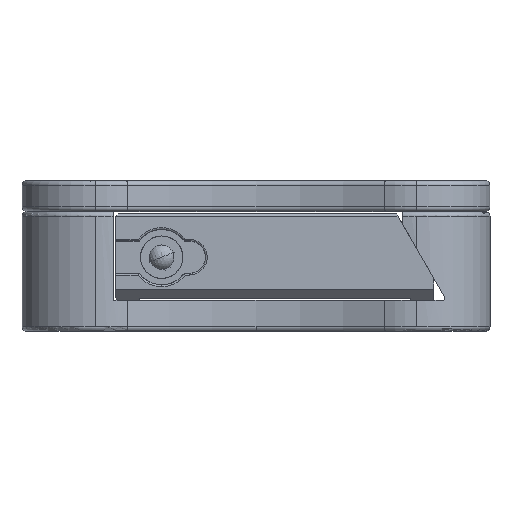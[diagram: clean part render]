
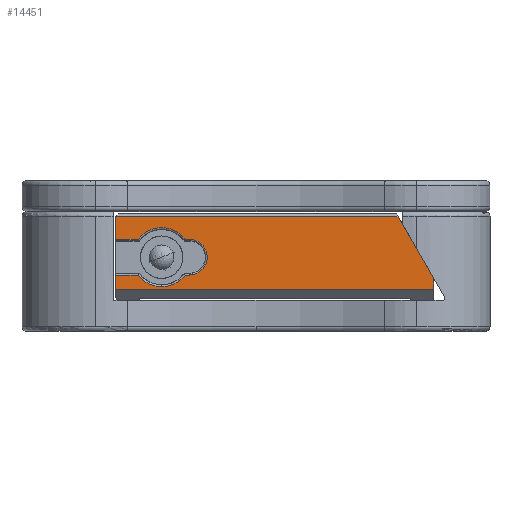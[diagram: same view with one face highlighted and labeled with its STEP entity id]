
A CAD part, left-side view. The second image highlights one B-rep face of the part: STEP entity #14451.
In plain terms, the highlighted planar face has unit normal (-1, 0, 0).
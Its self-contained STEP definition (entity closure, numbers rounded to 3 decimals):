
#82 = AXIS2_PLACEMENT_3D ( 'NONE', #3742, #13491, #5114 ) ;
#109 = AXIS2_PLACEMENT_3D ( 'NONE', #10047, #1665, #11460 ) ;
#400 = VERTEX_POINT ( 'NONE', #14029 ) ;
#447 = EDGE_CURVE ( 'NONE', #6771, #11395, #10958, .T. ) ;
#527 = DIRECTION ( 'NONE',  ( 1., 0., 0. ) ) ;
#767 = LINE ( 'NONE', #12657, #15128 ) ;
#880 = DIRECTION ( 'NONE',  ( 0., -1., 0. ) ) ;
#958 = CARTESIAN_POINT ( 'NONE',  ( -48.26, -19.304, -0.79 ) ) ;
#1226 = EDGE_CURVE ( 'NONE', #4281, #14265, #6218, .T. ) ;
#1362 = CARTESIAN_POINT ( 'NONE',  ( -48.26, 15.24, -0.393 ) ) ;
#1458 = CARTESIAN_POINT ( 'NONE',  ( -48.26, 7.24, 1.549 ) ) ;
#1515 = CIRCLE ( 'NONE', #15141, 1.942 ) ;
#1665 = DIRECTION ( 'NONE',  ( 1., 0., 0. ) ) ;
#1859 = EDGE_CURVE ( 'NONE', #14255, #12267, #5576, .T. ) ;
#1879 = VECTOR ( 'NONE', #16387, 1000. ) ;
#1972 = EDGE_CURVE ( 'NONE', #6921, #4281, #767, .T. ) ;
#2076 = VECTOR ( 'NONE', #880, 1000. ) ;
#2337 = VECTOR ( 'NONE', #14578, 1000. ) ;
#2442 = CARTESIAN_POINT ( 'NONE',  ( -48.26, 10.24, 1.549 ) ) ;
#2676 = DIRECTION ( 'NONE',  ( 0., 1., 0. ) ) ;
#2786 = ORIENTED_EDGE ( 'NONE', *, *, #15939, .T. ) ;
#2836 = ORIENTED_EDGE ( 'NONE', *, *, #1859, .F. ) ;
#2876 = DIRECTION ( 'NONE',  ( 0., 0., -1. ) ) ;
#3058 = VECTOR ( 'NONE', #7159, 1000. ) ;
#3214 = ORIENTED_EDGE ( 'NONE', *, *, #15806, .T. ) ;
#3363 = EDGE_CURVE ( 'NONE', #12535, #6921, #15026, .T. ) ;
#3371 = VECTOR ( 'NONE', #14022, 1000. ) ;
#3457 = LINE ( 'NONE', #958, #10913 ) ;
#3502 = VECTOR ( 'NONE', #7120, 1000. ) ;
#3742 = CARTESIAN_POINT ( 'NONE',  ( -48.26, 10.24, 1.549 ) ) ;
#3821 = DIRECTION ( 'NONE',  ( 0., 0., -1. ) ) ;
#3852 = CARTESIAN_POINT ( 'NONE',  ( -48.26, -19.304, -1.95 ) ) ;
#4186 = CARTESIAN_POINT ( 'NONE',  ( -48.26, 7.696, -0.393 ) ) ;
#4260 = CARTESIAN_POINT ( 'NONE',  ( -48.26, 15.24, 6.248 ) ) ;
#4268 = ORIENTED_EDGE ( 'NONE', *, *, #17927, .T. ) ;
#4281 = VERTEX_POINT ( 'NONE', #11711 ) ;
#4355 = ORIENTED_EDGE ( 'NONE', *, *, #8837, .T. ) ;
#4365 = DIRECTION ( 'NONE',  ( 0., 1., 0. ) ) ;
#4434 = AXIS2_PLACEMENT_3D ( 'NONE', #2442, #12187, #3821 ) ;
#4514 = ORIENTED_EDGE ( 'NONE', *, *, #1972, .T. ) ;
#5000 = CARTESIAN_POINT ( 'NONE',  ( -48.26, 12.784, 3.491 ) ) ;
#5114 = DIRECTION ( 'NONE',  ( 0., 0., -1. ) ) ;
#5559 = CARTESIAN_POINT ( 'NONE',  ( -48.26, 7.24, 3.491 ) ) ;
#5576 = LINE ( 'NONE', #3852, #1879 ) ;
#5622 = CIRCLE ( 'NONE', #4434, 3.203 ) ;
#5688 = DIRECTION ( 'NONE',  ( 0., 0., -1. ) ) ;
#6179 = ORIENTED_EDGE ( 'NONE', *, *, #1226, .T. ) ;
#6196 = CARTESIAN_POINT ( 'NONE',  ( -48.26, 7.24, 3.491 ) ) ;
#6218 = LINE ( 'NONE', #5000, #2076 ) ;
#6771 = VERTEX_POINT ( 'NONE', #8540 ) ;
#6921 = VERTEX_POINT ( 'NONE', #14365 ) ;
#6957 = LINE ( 'NONE', #4186, #17598 ) ;
#7006 = CARTESIAN_POINT ( 'NONE',  ( -48.26, 10.24, -1.654 ) ) ;
#7120 = DIRECTION ( 'NONE',  ( 0., 1., 0. ) ) ;
#7141 = CARTESIAN_POINT ( 'NONE',  ( -48.26, -19.304, 5.948 ) ) ;
#7159 = DIRECTION ( 'NONE',  ( 0., 0., -1. ) ) ;
#7934 = VERTEX_POINT ( 'NONE', #10266 ) ;
#8540 = CARTESIAN_POINT ( 'NONE',  ( -48.26, 12.787, -0.393 ) ) ;
#8635 = CARTESIAN_POINT ( 'NONE',  ( -48.26, -19.304, 6.248 ) ) ;
#8837 = EDGE_CURVE ( 'NONE', #17140, #400, #1515, .T. ) ;
#8872 = EDGE_CURVE ( 'NONE', #11395, #12267, #14153, .T. ) ;
#9270 = DIRECTION ( 'NONE',  ( 0., 0.5, 0.866 ) ) ;
#9289 = CARTESIAN_POINT ( 'NONE',  ( -48.26, 7.693, 3.491 ) ) ;
#9650 = CARTESIAN_POINT ( 'NONE',  ( -48.26, -19.304, -1.95 ) ) ;
#9794 = VERTEX_POINT ( 'NONE', #9289 ) ;
#9925 = CARTESIAN_POINT ( 'NONE',  ( -48.26, 15.24, -1.95 ) ) ;
#9947 = ORIENTED_EDGE ( 'NONE', *, *, #3363, .T. ) ;
#9993 = PLANE ( 'NONE',  #16596 ) ;
#10022 = ORIENTED_EDGE ( 'NONE', *, *, #447, .T. ) ;
#10047 = CARTESIAN_POINT ( 'NONE',  ( -48.26, 10.24, 1.549 ) ) ;
#10186 = LINE ( 'NONE', #10393, #2337 ) ;
#10266 = CARTESIAN_POINT ( 'NONE',  ( -48.26, 7.693, -0.393 ) ) ;
#10280 = DIRECTION ( 'NONE',  ( 0., 0., -1. ) ) ;
#10393 = CARTESIAN_POINT ( 'NONE',  ( -48.26, -19.304, 6.248 ) ) ;
#10807 = ORIENTED_EDGE ( 'NONE', *, *, #17757, .T. ) ;
#10913 = VECTOR ( 'NONE', #9270, 1000. ) ;
#10921 = CARTESIAN_POINT ( 'NONE',  ( -48.26, 15.24, -0.393 ) ) ;
#10958 = LINE ( 'NONE', #1362, #3502 ) ;
#11247 = DIRECTION ( 'NONE',  ( 1., 0., 0. ) ) ;
#11387 = VECTOR ( 'NONE', #4365, 1000. ) ;
#11395 = VERTEX_POINT ( 'NONE', #10921 ) ;
#11460 = DIRECTION ( 'NONE',  ( 0., 0., -1. ) ) ;
#11711 = CARTESIAN_POINT ( 'NONE',  ( -48.26, 15.24, 3.491 ) ) ;
#12187 = DIRECTION ( 'NONE',  ( 1., 0., 0. ) ) ;
#12267 = VERTEX_POINT ( 'NONE', #9925 ) ;
#12302 = FACE_OUTER_BOUND ( 'NONE', #13085, .T. ) ;
#12494 = EDGE_CURVE ( 'NONE', #15320, #14255, #10186, .T. ) ;
#12535 = VERTEX_POINT ( 'NONE', #13249 ) ;
#12657 = CARTESIAN_POINT ( 'NONE',  ( -48.26, 15.24, 6.248 ) ) ;
#12691 = ORIENTED_EDGE ( 'NONE', *, *, #8872, .T. ) ;
#12712 = ORIENTED_EDGE ( 'NONE', *, *, #12494, .F. ) ;
#13085 = EDGE_LOOP ( 'NONE', ( #4514, #6179, #17697, #2786, #4355, #4268, #3214, #14127, #10022, #12691, #2836, #12712, #10807, #9947 ) ) ;
#13249 = CARTESIAN_POINT ( 'NONE',  ( -48.26, -15.414, 5.948 ) ) ;
#13479 = EDGE_CURVE ( 'NONE', #17934, #6771, #5622, .T. ) ;
#13491 = DIRECTION ( 'NONE',  ( 1., 0., 0. ) ) ;
#14022 = DIRECTION ( 'NONE',  ( 0., -1., 0. ) ) ;
#14029 = CARTESIAN_POINT ( 'NONE',  ( -48.26, 7.24, -0.393 ) ) ;
#14064 = CIRCLE ( 'NONE', #82, 3.203 ) ;
#14127 = ORIENTED_EDGE ( 'NONE', *, *, #13479, .T. ) ;
#14153 = LINE ( 'NONE', #4260, #3058 ) ;
#14255 = VERTEX_POINT ( 'NONE', #9650 ) ;
#14265 = VERTEX_POINT ( 'NONE', #15081 ) ;
#14365 = CARTESIAN_POINT ( 'NONE',  ( -48.26, 15.24, 5.948 ) ) ;
#14451 = ADVANCED_FACE ( 'NONE', ( #12302 ), #9993, .F. ) ;
#14492 = LINE ( 'NONE', #5559, #3371 ) ;
#14578 = DIRECTION ( 'NONE',  ( 0., 0., -1. ) ) ;
#15026 = LINE ( 'NONE', #7141, #11387 ) ;
#15029 = CARTESIAN_POINT ( 'NONE',  ( -48.26, -19.304, -0.79 ) ) ;
#15081 = CARTESIAN_POINT ( 'NONE',  ( -48.26, 12.787, 3.491 ) ) ;
#15128 = VECTOR ( 'NONE', #5688, 1000. ) ;
#15141 = AXIS2_PLACEMENT_3D ( 'NONE', #1458, #11247, #2876 ) ;
#15320 = VERTEX_POINT ( 'NONE', #15029 ) ;
#15806 = EDGE_CURVE ( 'NONE', #7934, #17934, #14064, .T. ) ;
#15939 = EDGE_CURVE ( 'NONE', #9794, #17140, #14492, .T. ) ;
#16387 = DIRECTION ( 'NONE',  ( 0., 1., 0. ) ) ;
#16573 = CIRCLE ( 'NONE', #109, 3.203 ) ;
#16596 = AXIS2_PLACEMENT_3D ( 'NONE', #8635, #527, #10280 ) ;
#17006 = EDGE_CURVE ( 'NONE', #14265, #9794, #16573, .T. ) ;
#17140 = VERTEX_POINT ( 'NONE', #6196 ) ;
#17598 = VECTOR ( 'NONE', #2676, 1000. ) ;
#17697 = ORIENTED_EDGE ( 'NONE', *, *, #17006, .T. ) ;
#17757 = EDGE_CURVE ( 'NONE', #15320, #12535, #3457, .T. ) ;
#17927 = EDGE_CURVE ( 'NONE', #400, #7934, #6957, .T. ) ;
#17934 = VERTEX_POINT ( 'NONE', #7006 ) ;
